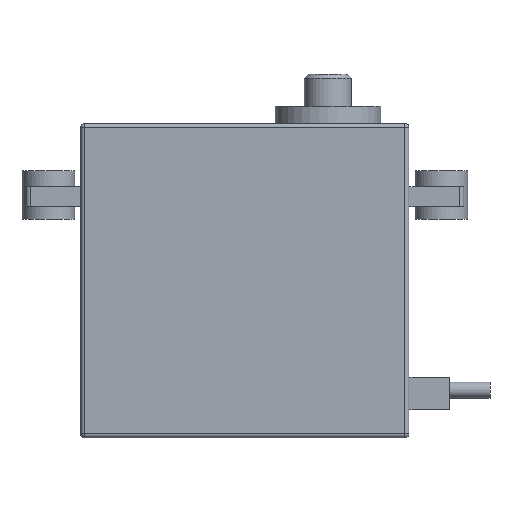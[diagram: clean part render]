
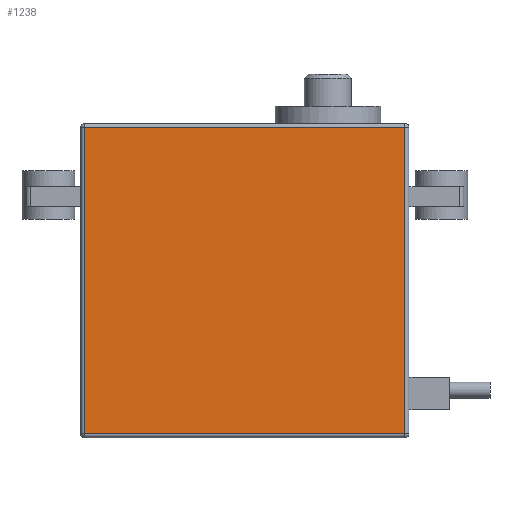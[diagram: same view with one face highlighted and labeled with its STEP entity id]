
A CAD part, front view. The second image highlights one B-rep face of the part: STEP entity #1238.
In plain terms, the highlighted planar face has unit normal (0, -1, 0).
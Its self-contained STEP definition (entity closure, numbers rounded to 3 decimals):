
#38=PLANE('',#1369);
#119=FACE_OUTER_BOUND('',#201,.T.);
#201=EDGE_LOOP('',(#931,#932,#933,#934));
#359=LINE('',#1977,#458);
#361=LINE('',#1980,#460);
#370=LINE('',#1993,#469);
#372=LINE('',#1996,#471);
#458=VECTOR('',#1575,10.);
#460=VECTOR('',#1579,10.);
#469=VECTOR('',#1596,10.);
#471=VECTOR('',#1600,10.);
#553=VERTEX_POINT('',#1909);
#555=VERTEX_POINT('',#1914);
#557=VERTEX_POINT('',#1920);
#567=VERTEX_POINT('',#1942);
#691=EDGE_CURVE('',#557,#567,#359,.T.);
#693=EDGE_CURVE('',#567,#555,#361,.T.);
#702=EDGE_CURVE('',#553,#557,#370,.T.);
#704=EDGE_CURVE('',#555,#553,#372,.T.);
#931=ORIENTED_EDGE('',*,*,#691,.F.);
#932=ORIENTED_EDGE('',*,*,#702,.F.);
#933=ORIENTED_EDGE('',*,*,#704,.F.);
#934=ORIENTED_EDGE('',*,*,#693,.F.);
#1238=ADVANCED_FACE('',(#119),#38,.T.);
#1369=AXIS2_PLACEMENT_3D('',#2019,#1619,#1620);
#1575=DIRECTION('',(0.,0.,-1.));
#1579=DIRECTION('',(-1.,0.,0.));
#1596=DIRECTION('',(1.,0.,0.));
#1600=DIRECTION('',(0.,0.,1.));
#1619=DIRECTION('center_axis',(0.,-1.,0.));
#1620=DIRECTION('ref_axis',(1.,0.,0.));
#1909=CARTESIAN_POINT('',(-19.75,-10.,38.3));
#1914=CARTESIAN_POINT('',(-19.75,-10.,0.5));
#1920=CARTESIAN_POINT('',(19.75,-10.,38.3));
#1942=CARTESIAN_POINT('',(19.75,-10.,0.5));
#1977=CARTESIAN_POINT('',(19.75,-10.,0.));
#1980=CARTESIAN_POINT('',(-10.125,-10.,0.5));
#1993=CARTESIAN_POINT('',(-10.125,-10.,38.3));
#1996=CARTESIAN_POINT('',(-19.75,-10.,0.));
#2019=CARTESIAN_POINT('Origin',(-20.25,-10.,0.));
